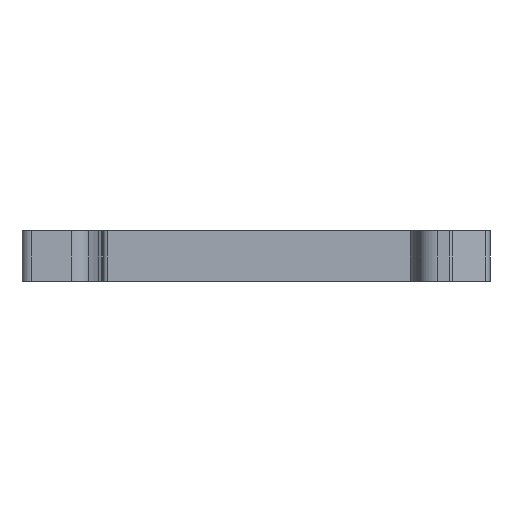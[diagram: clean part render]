
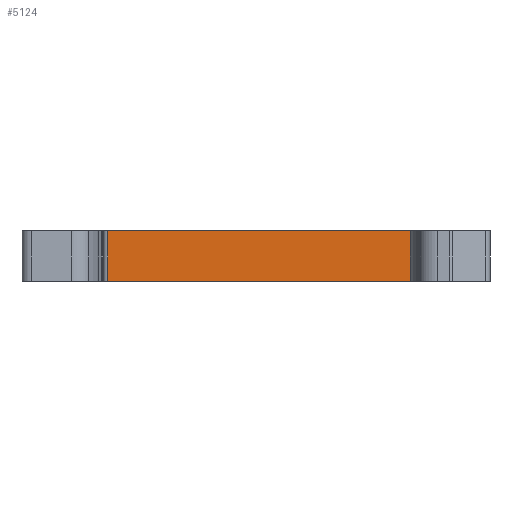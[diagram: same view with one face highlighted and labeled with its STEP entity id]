
A CAD part, front view. The second image highlights one B-rep face of the part: STEP entity #5124.
In plain terms, the highlighted planar face has unit normal (0, -1, 0).
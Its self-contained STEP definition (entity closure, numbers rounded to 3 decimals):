
#5124=ADVANCED_FACE('',(#10082),#7622,.F.);
#7622=PLANE('',#48531);
#10082=FACE_OUTER_BOUND('',#12618,.T.);
#12618=EDGE_LOOP('',(#21439,#21440,#21441,#21442));
#15338=LINE('',#60247,#18206);
#15339=LINE('',#60249,#18207);
#15340=LINE('',#60251,#18208);
#15341=LINE('',#60253,#18209);
#18206=VECTOR('',#51812,1.);
#18207=VECTOR('',#51815,1.);
#18208=VECTOR('',#51816,1.);
#18209=VECTOR('',#51817,1.);
#21439=ORIENTED_EDGE('',*,*,#41022,.T.);
#21440=ORIENTED_EDGE('',*,*,#41021,.F.);
#21441=ORIENTED_EDGE('',*,*,#41023,.F.);
#21442=ORIENTED_EDGE('',*,*,#41024,.T.);
#35957=VERTEX_POINT('',#60244);
#35958=VERTEX_POINT('',#60246);
#35959=VERTEX_POINT('',#60250);
#35960=VERTEX_POINT('',#60252);
#41021=EDGE_CURVE('',#35958,#35957,#15338,.T.);
#41022=EDGE_CURVE('',#35959,#35957,#15339,.T.);
#41023=EDGE_CURVE('',#35960,#35958,#15340,.T.);
#41024=EDGE_CURVE('',#35960,#35959,#15341,.T.);
#48531=AXIS2_PLACEMENT_3D('',#60254,#51818,#51819);
#51812=DIRECTION('',(0.,0.,-1.));
#51815=DIRECTION('',(1.,0.,0.));
#51816=DIRECTION('',(1.,0.,0.));
#51817=DIRECTION('',(0.,0.,-1.));
#51818=DIRECTION('',(0.,1.,0.));
#51819=DIRECTION('',(0.,0.,1.));
#60244=CARTESIAN_POINT('',(22.2,-23.35,-5.2));
#60246=CARTESIAN_POINT('',(22.2,-23.35,0.));
#60247=CARTESIAN_POINT('',(22.2,-23.35,0.));
#60249=CARTESIAN_POINT('',(-10.249,-23.35,-5.2));
#60250=CARTESIAN_POINT('',(-10.276,-23.35,-5.2));
#60251=CARTESIAN_POINT('',(-10.249,-23.35,0.));
#60252=CARTESIAN_POINT('',(-10.276,-23.35,0.));
#60253=CARTESIAN_POINT('',(-10.276,-23.35,0.));
#60254=CARTESIAN_POINT('',(-10.249,-23.35,0.));
